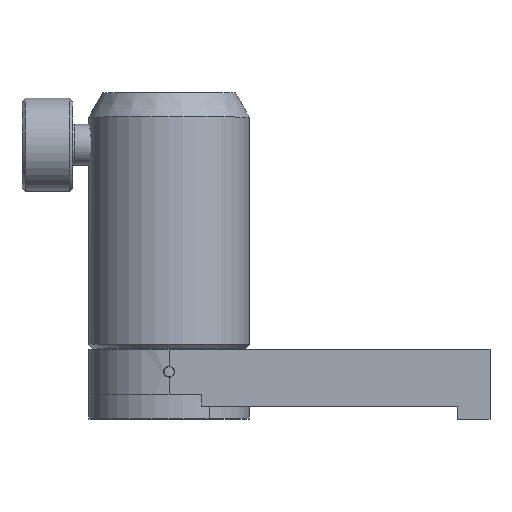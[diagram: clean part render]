
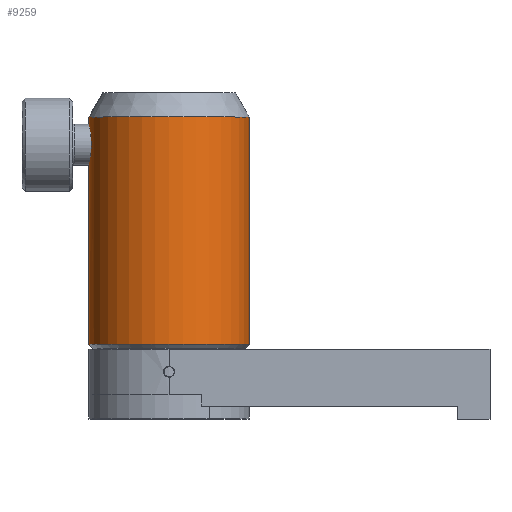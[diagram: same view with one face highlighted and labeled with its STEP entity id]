
A CAD part, top view. The second image highlights one B-rep face of the part: STEP entity #9259.
In plain terms, the highlighted cylindrical face has radius 12.497 mm (diameter 24.994 mm), a partial arc.
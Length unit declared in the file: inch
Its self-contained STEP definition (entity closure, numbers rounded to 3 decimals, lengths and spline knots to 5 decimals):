
#75 = LINE ( 'NONE', #10788, #8057 ) ;
#914 = CARTESIAN_POINT ( 'NONE',  ( 0.24637, 2.60852, 0. ) ) ;
#915 = DIRECTION ( 'NONE',  ( 0., -1., 0. ) ) ;
#916 = DIRECTION ( 'NONE',  ( 1., 0., 0. ) ) ;
#2567 = EDGE_CURVE ( 'NONE', #24087, #24088, #22307, .T. ) ;
#2577 = EDGE_CURVE ( 'NONE', #24095, #24094, #5357, .T. ) ;
#2592 = EDGE_CURVE ( 'NONE', #24087, #24076, #24901, .T. ) ;
#2597 = EDGE_CURVE ( 'NONE', #24088, #24095, #24904, .T. ) ;
#2632 = EDGE_CURVE ( 'NONE', #24094, #24075, #75, .T. ) ;
#2746 = EDGE_CURVE ( 'NONE', #24075, #24076, #5481, .T. ) ;
#4048 = CARTESIAN_POINT ( 'NONE',  ( 0.24637, 1.06352, 0. ) ) ;
#4049 = DIRECTION ( 'NONE',  ( 0., 1., 0. ) ) ;
#4050 = DIRECTION ( 'NONE',  ( -1., 0., 0. ) ) ;
#5218 = EDGE_LOOP ( 'NONE', ( #21330, #21335, #21342, #21338, #21311, #21345 ) ) ;
#5357 = B_SPLINE_CURVE_WITH_KNOTS ( 'NONE', 3,
 ( #10287, #10288, #10289, #10290, #10291, #10292, #10293, #10294, #10295, #10296, #10297, #10298, #10299, #10300, #10301, #10302, #10303, #10304, #10305, #10306, #10307, #10308, #10309, #10310, #10311, #10312, #10313, #10314 ),
 .UNSPECIFIED., .F., .F.,
 ( 4, 2, 2, 2, 2, 2, 2, 2, 2, 2, 2, 2, 2, 4 ),
 ( 0.49985, 0.56237, 0.59363, 0.62489, 0.68741, 0.71866, 0.74992, 0.81244, 0.82807, 0.8437, 0.87496, 0.93748, 0.96874, 1. ),
 .UNSPECIFIED. ) ;
#5481 = CIRCLE ( 'NONE', #5485, 0.492 ) ;
#5485 = AXIS2_PLACEMENT_3D ( 'NONE', #4048, #4049, #4050 ) ;
#8057 = VECTOR ( 'NONE', #10789, 39.37008 ) ;
#9259 = ADVANCED_FACE ( 'NONE', ( #14564 ), #14567, .T. ) ;
#10287 = CARTESIAN_POINT ( 'NONE',  ( -0.24563, 2.40694, 0. ) ) ;
#10288 = CARTESIAN_POINT ( 'NONE',  ( -0.24563, 2.40696, 0.0164 ) ) ;
#10289 = CARTESIAN_POINT ( 'NONE',  ( -0.24481, 2.40391, 0.03234 ) ) ;
#10290 = CARTESIAN_POINT ( 'NONE',  ( -0.24255, 2.39476, 0.05557 ) ) ;
#10291 = CARTESIAN_POINT ( 'NONE',  ( -0.24166, 2.39114, 0.06274 ) ) ;
#10292 = CARTESIAN_POINT ( 'NONE',  ( -0.23974, 2.38262, 0.0762 ) ) ;
#10293 = CARTESIAN_POINT ( 'NONE',  ( -0.23871, 2.37775, 0.08245 ) ) ;
#10294 = CARTESIAN_POINT ( 'NONE',  ( -0.23555, 2.3613, 0.09977 ) ) ;
#10295 = CARTESIAN_POINT ( 'NONE',  ( -0.23351, 2.34849, 0.10873 ) ) ;
#10296 = CARTESIAN_POINT ( 'NONE',  ( -0.23121, 2.3266, 0.11831 ) ) ;
#10297 = CARTESIAN_POINT ( 'NONE',  ( -0.23059, 2.31906, 0.12076 ) ) ;
#10298 = CARTESIAN_POINT ( 'NONE',  ( -0.22976, 2.30393, 0.12397 ) ) ;
#10299 = CARTESIAN_POINT ( 'NONE',  ( -0.22955, 2.29626, 0.12478 ) ) ;
#10300 = CARTESIAN_POINT ( 'NONE',  ( -0.22954, 2.27296, 0.1248 ) ) ;
#10301 = CARTESIAN_POINT ( 'NONE',  ( -0.23042, 2.25787, 0.12159 ) ) ;
#10302 = CARTESIAN_POINT ( 'NONE',  ( -0.23236, 2.23941, 0.1135 ) ) ;
#10303 = CARTESIAN_POINT ( 'NONE',  ( -0.23277, 2.23592, 0.11177 ) ) ;
#10304 = CARTESIAN_POINT ( 'NONE',  ( -0.23365, 2.22908, 0.10793 ) ) ;
#10305 = CARTESIAN_POINT ( 'NONE',  ( -0.23412, 2.22578, 0.10585 ) ) ;
#10306 = CARTESIAN_POINT ( 'NONE',  ( -0.23556, 2.21619, 0.09913 ) ) ;
#10307 = CARTESIAN_POINT ( 'NONE',  ( -0.23661, 2.21025, 0.094 ) ) ;
#10308 = CARTESIAN_POINT ( 'NONE',  ( -0.23977, 2.19377, 0.07662 ) ) ;
#10309 = CARTESIAN_POINT ( 'NONE',  ( -0.2418, 2.18531, 0.06321 ) ) ;
#10310 = CARTESIAN_POINT ( 'NONE',  ( -0.24405, 2.1762, 0.04012 ) ) ;
#10311 = CARTESIAN_POINT ( 'NONE',  ( -0.24464, 2.1739, 0.03222 ) ) ;
#10312 = CARTESIAN_POINT ( 'NONE',  ( -0.24543, 2.17085, 0.01627 ) ) ;
#10313 = CARTESIAN_POINT ( 'NONE',  ( -0.24563, 2.1701, 0.00819 ) ) ;
#10314 = CARTESIAN_POINT ( 'NONE',  ( -0.24563, 2.1701, 0. ) ) ;
#10451 = CARTESIAN_POINT ( 'NONE',  ( 0.73837, 2.60852, 0. ) ) ;
#10452 = DIRECTION ( 'NONE',  ( 0., -1., 0. ) ) ;
#10474 = CARTESIAN_POINT ( 'NONE',  ( -0.24563, 2.60852, 0. ) ) ;
#10475 = DIRECTION ( 'NONE',  ( 0., -1., 0. ) ) ;
#10788 = CARTESIAN_POINT ( 'NONE',  ( -0.24563, 2.60852, 0. ) ) ;
#10789 = DIRECTION ( 'NONE',  ( 0., -1., 0. ) ) ;
#12229 = CARTESIAN_POINT ( 'NONE',  ( -0.24563, 1.06352, 0. ) ) ;
#12230 = CARTESIAN_POINT ( 'NONE',  ( 0.73837, 1.06352, 0. ) ) ;
#12241 = CARTESIAN_POINT ( 'NONE',  ( 0.73837, 2.45852, 0. ) ) ;
#12242 = CARTESIAN_POINT ( 'NONE',  ( -0.24563, 2.45852, 0. ) ) ;
#12248 = CARTESIAN_POINT ( 'NONE',  ( -0.24563, 2.1701, 0. ) ) ;
#12249 = CARTESIAN_POINT ( 'NONE',  ( -0.24563, 2.40694, 0. ) ) ;
#14564 = FACE_OUTER_BOUND ( 'NONE', #5218, .T. ) ;
#14567 = CYLINDRICAL_SURFACE ( 'NONE', #25018, 0.492 ) ;
#19612 = CARTESIAN_POINT ( 'NONE',  ( 0.24637, 2.45852, 0. ) ) ;
#19613 = DIRECTION ( 'NONE',  ( 0., -1., 0. ) ) ;
#19615 = DIRECTION ( 'NONE',  ( -1., 0., 0. ) ) ;
#21311 = ORIENTED_EDGE ( 'NONE', *, *, #2746, .T. ) ;
#21330 = ORIENTED_EDGE ( 'NONE', *, *, #2567, .T. ) ;
#21335 = ORIENTED_EDGE ( 'NONE', *, *, #2597, .T. ) ;
#21338 = ORIENTED_EDGE ( 'NONE', *, *, #2632, .T. ) ;
#21342 = ORIENTED_EDGE ( 'NONE', *, *, #2577, .T. ) ;
#21345 = ORIENTED_EDGE ( 'NONE', *, *, #2592, .F. ) ;
#22210 = VECTOR ( 'NONE', #10452, 39.37008 ) ;
#22215 = VECTOR ( 'NONE', #10475, 39.37008 ) ;
#22247 = AXIS2_PLACEMENT_3D ( 'NONE', #19612, #19613, #19615 ) ;
#22307 = CIRCLE ( 'NONE', #22247, 0.492 ) ;
#24075 = VERTEX_POINT ( 'NONE', #12229 ) ;
#24076 = VERTEX_POINT ( 'NONE', #12230 ) ;
#24087 = VERTEX_POINT ( 'NONE', #12241 ) ;
#24088 = VERTEX_POINT ( 'NONE', #12242 ) ;
#24094 = VERTEX_POINT ( 'NONE', #12248 ) ;
#24095 = VERTEX_POINT ( 'NONE', #12249 ) ;
#24901 = LINE ( 'NONE', #10451, #22210 ) ;
#24904 = LINE ( 'NONE', #10474, #22215 ) ;
#25018 = AXIS2_PLACEMENT_3D ( 'NONE', #914, #915, #916 ) ;
